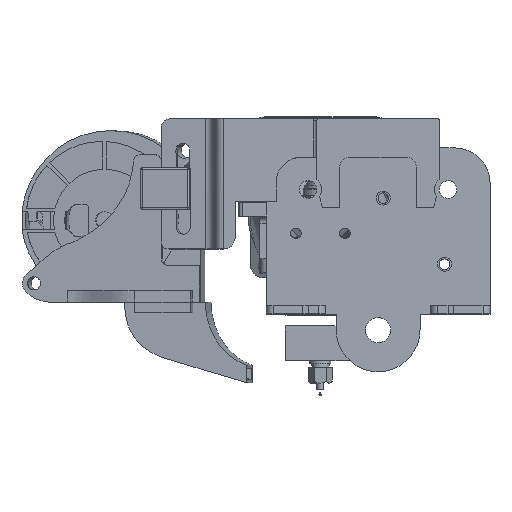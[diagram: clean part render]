
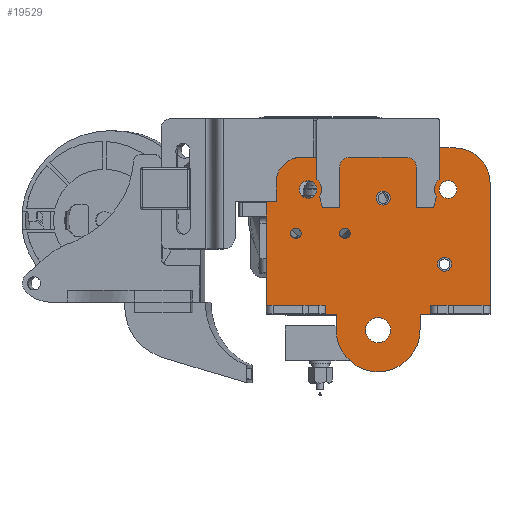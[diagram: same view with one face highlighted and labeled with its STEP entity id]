
A CAD part, top view. The second image highlights one B-rep face of the part: STEP entity #19529.
In plain terms, the highlighted planar face has unit normal (0, 0, 1).
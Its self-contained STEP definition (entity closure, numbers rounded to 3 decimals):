
#966=FACE_BOUND('',#2737,.T.);
#967=FACE_BOUND('',#2738,.T.);
#968=FACE_BOUND('',#2739,.T.);
#969=FACE_BOUND('',#2740,.T.);
#970=FACE_BOUND('',#2741,.T.);
#971=FACE_BOUND('',#2742,.T.);
#972=FACE_BOUND('',#2743,.T.);
#1154=PLANE('',#20800);
#1649=FACE_OUTER_BOUND('',#2736,.T.);
#2736=EDGE_LOOP('',(#13081,#13082,#13083,#13084,#13085,#13086,#13087,#13088,
#13089,#13090,#13091,#13092,#13093,#13094));
#2737=EDGE_LOOP('',(#13095));
#2738=EDGE_LOOP('',(#13096));
#2739=EDGE_LOOP('',(#13097));
#2740=EDGE_LOOP('',(#13098));
#2741=EDGE_LOOP('',(#13099));
#2742=EDGE_LOOP('',(#13100));
#2743=EDGE_LOOP('',(#13101));
#4015=LINE('',#28968,#5385);
#4016=LINE('',#28972,#5386);
#4017=LINE('',#28974,#5387);
#4018=LINE('',#28976,#5388);
#4019=LINE('',#28978,#5389);
#4020=LINE('',#28980,#5390);
#4021=LINE('',#28984,#5391);
#4022=LINE('',#28986,#5392);
#4023=LINE('',#28988,#5393);
#4024=LINE('',#28990,#5394);
#4025=LINE('',#28992,#5395);
#5385=VECTOR('',#23112,10.);
#5386=VECTOR('',#23115,10.);
#5387=VECTOR('',#23116,10.);
#5388=VECTOR('',#23117,10.);
#5389=VECTOR('',#23118,10.);
#5390=VECTOR('',#23119,10.);
#5391=VECTOR('',#23122,10.);
#5392=VECTOR('',#23123,10.);
#5393=VECTOR('',#23124,10.);
#5394=VECTOR('',#23125,10.);
#5395=VECTOR('',#23126,10.);
#6737=CIRCLE('',#20759,2.5);
#6739=CIRCLE('',#20762,2.5);
#6746=CIRCLE('',#20772,1.5);
#6749=CIRCLE('',#20776,1.5);
#6752=CIRCLE('',#20780,3.6);
#6756=CIRCLE('',#20785,2.);
#6759=CIRCLE('',#20789,2.);
#6766=CIRCLE('',#20801,10.);
#6767=CIRCLE('',#20802,12.);
#6768=CIRCLE('',#20803,10.);
#7951=VERTEX_POINT('',#28868);
#7953=VERTEX_POINT('',#28874);
#7960=VERTEX_POINT('',#28894);
#7963=VERTEX_POINT('',#28902);
#7966=VERTEX_POINT('',#28910);
#7970=VERTEX_POINT('',#28920);
#7973=VERTEX_POINT('',#28928);
#7988=VERTEX_POINT('',#28966);
#7989=VERTEX_POINT('',#28967);
#7990=VERTEX_POINT('',#28969);
#7991=VERTEX_POINT('',#28971);
#7992=VERTEX_POINT('',#28973);
#7993=VERTEX_POINT('',#28975);
#7994=VERTEX_POINT('',#28977);
#7995=VERTEX_POINT('',#28979);
#7996=VERTEX_POINT('',#28981);
#7997=VERTEX_POINT('',#28983);
#7998=VERTEX_POINT('',#28985);
#7999=VERTEX_POINT('',#28987);
#8000=VERTEX_POINT('',#28989);
#8001=VERTEX_POINT('',#28991);
#9988=EDGE_CURVE('',#7951,#7951,#6737,.T.);
#9991=EDGE_CURVE('',#7953,#7953,#6739,.T.);
#10000=EDGE_CURVE('',#7960,#7960,#6746,.T.);
#10004=EDGE_CURVE('',#7963,#7963,#6749,.T.);
#10008=EDGE_CURVE('',#7966,#7966,#6752,.T.);
#10014=EDGE_CURVE('',#7970,#7970,#6756,.T.);
#10018=EDGE_CURVE('',#7973,#7973,#6759,.T.);
#10035=EDGE_CURVE('',#7988,#7989,#4015,.T.);
#10036=EDGE_CURVE('',#7989,#7990,#6766,.T.);
#10037=EDGE_CURVE('',#7991,#7990,#4016,.T.);
#10038=EDGE_CURVE('',#7992,#7991,#4017,.F.);
#10039=EDGE_CURVE('',#7993,#7992,#4018,.F.);
#10040=EDGE_CURVE('',#7993,#7994,#4019,.F.);
#10041=EDGE_CURVE('',#7994,#7995,#4020,.T.);
#10042=EDGE_CURVE('',#7995,#7996,#6767,.T.);
#10043=EDGE_CURVE('',#7996,#7997,#4021,.T.);
#10044=EDGE_CURVE('',#7998,#7997,#4022,.T.);
#10045=EDGE_CURVE('',#7999,#7998,#4023,.F.);
#10046=EDGE_CURVE('',#8000,#7999,#4024,.F.);
#10047=EDGE_CURVE('',#8001,#8000,#4025,.T.);
#10048=EDGE_CURVE('',#8001,#7988,#6768,.T.);
#13081=ORIENTED_EDGE('',*,*,#10035,.T.);
#13082=ORIENTED_EDGE('',*,*,#10036,.T.);
#13083=ORIENTED_EDGE('',*,*,#10037,.F.);
#13084=ORIENTED_EDGE('',*,*,#10038,.F.);
#13085=ORIENTED_EDGE('',*,*,#10039,.F.);
#13086=ORIENTED_EDGE('',*,*,#10040,.T.);
#13087=ORIENTED_EDGE('',*,*,#10041,.T.);
#13088=ORIENTED_EDGE('',*,*,#10042,.T.);
#13089=ORIENTED_EDGE('',*,*,#10043,.T.);
#13090=ORIENTED_EDGE('',*,*,#10044,.F.);
#13091=ORIENTED_EDGE('',*,*,#10045,.F.);
#13092=ORIENTED_EDGE('',*,*,#10046,.F.);
#13093=ORIENTED_EDGE('',*,*,#10047,.F.);
#13094=ORIENTED_EDGE('',*,*,#10048,.T.);
#13095=ORIENTED_EDGE('',*,*,#9988,.F.);
#13096=ORIENTED_EDGE('',*,*,#9991,.F.);
#13097=ORIENTED_EDGE('',*,*,#10000,.F.);
#13098=ORIENTED_EDGE('',*,*,#10004,.F.);
#13099=ORIENTED_EDGE('',*,*,#10008,.F.);
#13100=ORIENTED_EDGE('',*,*,#10014,.F.);
#13101=ORIENTED_EDGE('',*,*,#10018,.F.);
#19529=ADVANCED_FACE('',(#1649,#966,#967,#968,#969,#970,#971,#972),#1154,
 .T.);
#20759=AXIS2_PLACEMENT_3D('',#28870,#23010,#23011);
#20762=AXIS2_PLACEMENT_3D('',#28876,#23017,#23018);
#20772=AXIS2_PLACEMENT_3D('',#28895,#23039,#23040);
#20776=AXIS2_PLACEMENT_3D('',#28903,#23048,#23049);
#20780=AXIS2_PLACEMENT_3D('',#28911,#23057,#23058);
#20785=AXIS2_PLACEMENT_3D('',#28922,#23069,#23070);
#20789=AXIS2_PLACEMENT_3D('',#28930,#23078,#23079);
#20800=AXIS2_PLACEMENT_3D('',#28965,#23110,#23111);
#20801=AXIS2_PLACEMENT_3D('',#28970,#23113,#23114);
#20802=AXIS2_PLACEMENT_3D('',#28982,#23120,#23121);
#20803=AXIS2_PLACEMENT_3D('',#28993,#23127,#23128);
#23010=DIRECTION('center_axis',(0.,0.,1.));
#23011=DIRECTION('ref_axis',(1.,0.,0.));
#23017=DIRECTION('center_axis',(0.,0.,1.));
#23018=DIRECTION('ref_axis',(1.,0.,0.));
#23039=DIRECTION('center_axis',(0.,0.,1.));
#23040=DIRECTION('ref_axis',(-1.,0.,0.));
#23048=DIRECTION('center_axis',(0.,0.,1.));
#23049=DIRECTION('ref_axis',(-1.,0.,0.));
#23057=DIRECTION('center_axis',(0.,0.,1.));
#23058=DIRECTION('ref_axis',(-1.,0.,0.));
#23069=DIRECTION('center_axis',(0.,0.,1.));
#23070=DIRECTION('ref_axis',(1.,0.,0.));
#23078=DIRECTION('center_axis',(0.,0.,1.));
#23079=DIRECTION('ref_axis',(1.,0.,0.));
#23110=DIRECTION('center_axis',(0.,0.,1.));
#23111=DIRECTION('ref_axis',(1.,0.,0.));
#23112=DIRECTION('',(-1.,0.,0.));
#23113=DIRECTION('center_axis',(0.,0.,1.));
#23114=DIRECTION('ref_axis',(1.,0.,0.));
#23115=DIRECTION('',(0.,1.,0.));
#23116=DIRECTION('',(1.,0.,0.));
#23117=DIRECTION('',(0.,-1.,0.));
#23118=DIRECTION('',(-1.,0.,0.));
#23119=DIRECTION('',(0.,-1.,0.));
#23120=DIRECTION('center_axis',(0.,0.,1.));
#23121=DIRECTION('ref_axis',(1.,0.,0.));
#23122=DIRECTION('',(0.,1.,0.));
#23123=DIRECTION('',(-1.,0.,0.));
#23124=DIRECTION('',(0.,1.,0.));
#23125=DIRECTION('',(1.,0.,0.));
#23126=DIRECTION('',(0.,-1.,0.));
#23127=DIRECTION('center_axis',(0.,0.,1.));
#23128=DIRECTION('ref_axis',(-1.,0.,0.));
#28868=CARTESIAN_POINT('',(25.,30.4,44.4));
#28870=CARTESIAN_POINT('Origin',(27.5,30.4,44.4));
#28874=CARTESIAN_POINT('',(-15.,30.4,44.4));
#28876=CARTESIAN_POINT('Origin',(-12.5,30.4,44.4));
#28894=CARTESIAN_POINT('',(-14.5,17.85,44.4));
#28895=CARTESIAN_POINT('Origin',(-16.,17.85,44.4));
#28902=CARTESIAN_POINT('',(-0.5,17.85,44.4));
#28903=CARTESIAN_POINT('Origin',(-2.,17.85,44.4));
#28910=CARTESIAN_POINT('',(11.1,-9.8,44.4));
#28911=CARTESIAN_POINT('Origin',(7.5,-9.8,44.4));
#28920=CARTESIAN_POINT('',(7.,27.95,44.4));
#28922=CARTESIAN_POINT('Origin',(9.,27.95,44.4));
#28928=CARTESIAN_POINT('',(24.5,9.05,44.4));
#28930=CARTESIAN_POINT('Origin',(26.5,9.05,44.4));
#28965=CARTESIAN_POINT('Origin',(7.5,-9.7,44.4));
#28966=CARTESIAN_POINT('',(29.5,42.3,44.4));
#28967=CARTESIAN_POINT('',(-14.5,42.3,44.4));
#28968=CARTESIAN_POINT('',(13.5,42.3,44.4));
#28969=CARTESIAN_POINT('',(-24.5,32.3,44.4));
#28970=CARTESIAN_POINT('Origin',(-14.5,32.3,44.4));
#28971=CARTESIAN_POINT('',(-24.5,-2.7,44.4));
#28972=CARTESIAN_POINT('',(-24.5,0.3,44.4));
#28973=CARTESIAN_POINT('',(-7.5,-2.7,44.4));
#28974=CARTESIAN_POINT('',(-8.5,-2.7,44.4));
#28975=CARTESIAN_POINT('',(-7.5,-5.2,44.4));
#28976=CARTESIAN_POINT('',(-7.5,-6.2,44.4));
#28977=CARTESIAN_POINT('',(-4.5,-5.2,44.4));
#28978=CARTESIAN_POINT('',(-8.5,-5.2,44.4));
#28979=CARTESIAN_POINT('',(-4.5,-9.7,44.4));
#28980=CARTESIAN_POINT('',(-4.5,16.3,44.4));
#28981=CARTESIAN_POINT('',(19.5,-9.7,44.4));
#28982=CARTESIAN_POINT('Origin',(7.5,-9.7,44.4));
#28983=CARTESIAN_POINT('',(19.5,-5.2,44.4));
#28984=CARTESIAN_POINT('',(19.5,-9.7,44.4));
#28985=CARTESIAN_POINT('',(22.5,-5.2,44.4));
#28986=CARTESIAN_POINT('',(23.5,-5.2,44.4));
#28987=CARTESIAN_POINT('',(22.5,-2.7,44.4));
#28988=CARTESIAN_POINT('',(22.5,-7.45,44.4));
#28989=CARTESIAN_POINT('',(39.5,-2.7,44.4));
#28990=CARTESIAN_POINT('',(15.,-2.7,44.4));
#28991=CARTESIAN_POINT('',(39.5,32.3,44.4));
#28992=CARTESIAN_POINT('',(39.5,0.3,44.4));
#28993=CARTESIAN_POINT('Origin',(29.5,32.3,44.4));
